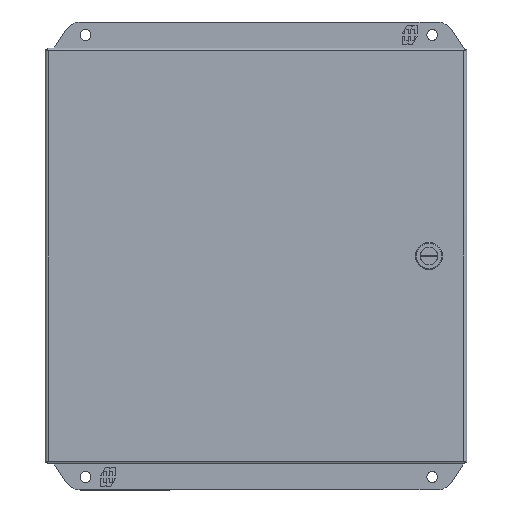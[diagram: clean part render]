
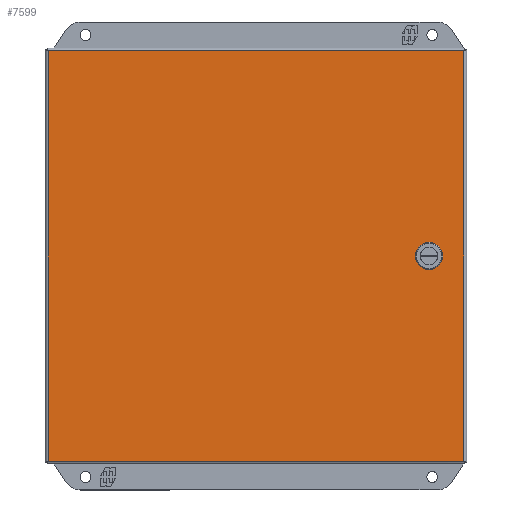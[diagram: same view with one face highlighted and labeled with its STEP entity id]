
A CAD part, front view. The second image highlights one B-rep face of the part: STEP entity #7599.
In plain terms, the highlighted planar face has unit normal (0, -1, 0).
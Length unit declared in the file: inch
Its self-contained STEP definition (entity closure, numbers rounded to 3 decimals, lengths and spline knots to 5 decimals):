
#273 = EDGE_CURVE ( 'NONE', #9014, #13605, #6329, .T. ) ;
#425 = DIRECTION ( 'NONE',  ( -1., 0., 0. ) ) ;
#687 = DIRECTION ( 'NONE',  ( 0., 0., -1. ) ) ;
#957 = PLANE ( 'NONE',  #6894 ) ;
#1388 = CARTESIAN_POINT ( 'NONE',  ( 5.23768, -4.61133, 0.07559 ) ) ;
#1909 = VERTEX_POINT ( 'NONE', #4565 ) ;
#2108 = LINE ( 'NONE', #4134, #12996 ) ;
#2696 = ORIENTED_EDGE ( 'NONE', *, *, #10653, .F. ) ;
#3133 = DIRECTION ( 'NONE',  ( 0., -1., 0. ) ) ;
#3437 = LINE ( 'NONE', #5120, #8321 ) ;
#3816 = VECTOR ( 'NONE', #14203, 39.37008 ) ;
#3980 = CARTESIAN_POINT ( 'NONE',  ( 4.57568, -4.61133, 0.07559 ) ) ;
#4134 = CARTESIAN_POINT ( 'NONE',  ( 4.83109, -4.61133, 0.331 ) ) ;
#4565 = CARTESIAN_POINT ( 'NONE',  ( 4.83109, -4.61133, -0.331 ) ) ;
#4775 = CARTESIAN_POINT ( 'NONE',  ( -6.07332, -4.61133, 5.914 ) ) ;
#4912 = ORIENTED_EDGE ( 'NONE', *, *, #16954, .F. ) ;
#5120 = CARTESIAN_POINT ( 'NONE',  ( 4.98226, -4.61133, -0.331 ) ) ;
#5132 = EDGE_CURVE ( 'NONE', #9241, #9014, #5706, .T. ) ;
#5235 = DIRECTION ( 'NONE',  ( 1., 0., 0. ) ) ;
#5501 = EDGE_LOOP ( 'NONE', ( #6932, #21149, #17556, #20147 ) ) ;
#5706 = LINE ( 'NONE', #11359, #15979 ) ;
#6133 = CARTESIAN_POINT ( 'NONE',  ( 5.91268, -4.61133, -5.914 ) ) ;
#6190 = LINE ( 'NONE', #13538, #21261 ) ;
#6208 = CARTESIAN_POINT ( 'NONE',  ( -6.07332, -4.61133, -5.914 ) ) ;
#6244 = VECTOR ( 'NONE', #22381, 39.37008 ) ;
#6329 = LINE ( 'NONE', #6208, #7930 ) ;
#6894 = AXIS2_PLACEMENT_3D ( 'NONE', #17701, #3133, #21440 ) ;
#6918 = DIRECTION ( 'NONE',  ( 0., 0., 1. ) ) ;
#6932 = ORIENTED_EDGE ( 'NONE', *, *, #20996, .T. ) ;
#7179 = CARTESIAN_POINT ( 'NONE',  ( 4.98226, -4.61133, 0.331 ) ) ;
#7362 = CARTESIAN_POINT ( 'NONE',  ( 5.23768, -4.61133, -0.07559 ) ) ;
#7493 = VERTEX_POINT ( 'NONE', #6133 ) ;
#7599 = ADVANCED_FACE ( 'NONE', ( #19635, #11779 ), #957, .T. ) ;
#7793 = LINE ( 'NONE', #20340, #6244 ) ;
#7874 = CARTESIAN_POINT ( 'NONE',  ( 5.91268, -4.61133, 5.914 ) ) ;
#7930 = VECTOR ( 'NONE', #687, 39.37008 ) ;
#7978 = DIRECTION ( 'NONE',  ( -1., 0., 0. ) ) ;
#8321 = VECTOR ( 'NONE', #5235, 39.37008 ) ;
#8472 = EDGE_LOOP ( 'NONE', ( #4912, #2696, #23349, #11985, #9621, #15999, #15474, #17722 ) ) ;
#9014 = VERTEX_POINT ( 'NONE', #4775 ) ;
#9054 = LINE ( 'NONE', #7362, #15447 ) ;
#9241 = VERTEX_POINT ( 'NONE', #7874 ) ;
#9621 = ORIENTED_EDGE ( 'NONE', *, *, #12206, .F. ) ;
#9690 = VERTEX_POINT ( 'NONE', #3980 ) ;
#9792 = CARTESIAN_POINT ( 'NONE',  ( 4.57568, -4.61133, -0.07559 ) ) ;
#10201 = VERTEX_POINT ( 'NONE', #21415 ) ;
#10284 = DIRECTION ( 'NONE',  ( 0.707, 0., -0.707 ) ) ;
#10313 = CARTESIAN_POINT ( 'NONE',  ( 5.23768, -4.61133, -0.07559 ) ) ;
#10376 = EDGE_CURVE ( 'NONE', #10201, #11531, #22107, .T. ) ;
#10653 = EDGE_CURVE ( 'NONE', #19010, #1909, #6190, .T. ) ;
#10788 = DIRECTION ( 'NONE',  ( -0.707, 0., 0.707 ) ) ;
#10979 = DIRECTION ( 'NONE',  ( 0.707, 0., 0.707 ) ) ;
#11359 = CARTESIAN_POINT ( 'NONE',  ( -6.07332, -4.61133, 5.914 ) ) ;
#11531 = VERTEX_POINT ( 'NONE', #20710 ) ;
#11779 = FACE_OUTER_BOUND ( 'NONE', #5501, .T. ) ;
#11985 = ORIENTED_EDGE ( 'NONE', *, *, #22463, .F. ) ;
#12206 = EDGE_CURVE ( 'NONE', #11531, #14279, #2108, .T. ) ;
#12996 = VECTOR ( 'NONE', #425, 39.37008 ) ;
#13109 = DIRECTION ( 'NONE',  ( 1., 0., 0. ) ) ;
#13427 = EDGE_CURVE ( 'NONE', #17593, #14134, #9054, .T. ) ;
#13538 = CARTESIAN_POINT ( 'NONE',  ( 4.83109, -4.61133, -0.331 ) ) ;
#13605 = VERTEX_POINT ( 'NONE', #16763 ) ;
#14040 = EDGE_CURVE ( 'NONE', #9690, #19010, #7793, .T. ) ;
#14083 = CARTESIAN_POINT ( 'NONE',  ( 5.91268, -4.61133, -5.914 ) ) ;
#14134 = VERTEX_POINT ( 'NONE', #10313 ) ;
#14203 = DIRECTION ( 'NONE',  ( 0., 0., 1. ) ) ;
#14279 = VERTEX_POINT ( 'NONE', #18032 ) ;
#15003 = CARTESIAN_POINT ( 'NONE',  ( 4.57568, -4.61133, 0.07559 ) ) ;
#15447 = VECTOR ( 'NONE', #10979, 39.37008 ) ;
#15474 = ORIENTED_EDGE ( 'NONE', *, *, #22763, .F. ) ;
#15979 = VECTOR ( 'NONE', #7978, 39.37008 ) ;
#15999 = ORIENTED_EDGE ( 'NONE', *, *, #10376, .F. ) ;
#16281 = EDGE_CURVE ( 'NONE', #13605, #7493, #22508, .T. ) ;
#16763 = CARTESIAN_POINT ( 'NONE',  ( -6.07332, -4.61133, -5.914 ) ) ;
#16954 = EDGE_CURVE ( 'NONE', #1909, #17593, #3437, .T. ) ;
#17556 = ORIENTED_EDGE ( 'NONE', *, *, #273, .T. ) ;
#17593 = VERTEX_POINT ( 'NONE', #19718 ) ;
#17701 = CARTESIAN_POINT ( 'NONE',  ( -6.07332, -4.61133, -5.914 ) ) ;
#17722 = ORIENTED_EDGE ( 'NONE', *, *, #13427, .F. ) ;
#17882 = LINE ( 'NONE', #1388, #23850 ) ;
#17933 = LINE ( 'NONE', #14083, #3816 ) ;
#18032 = CARTESIAN_POINT ( 'NONE',  ( 4.83109, -4.61133, 0.331 ) ) ;
#18270 = DIRECTION ( 'NONE',  ( -0.707, 0., -0.707 ) ) ;
#19010 = VERTEX_POINT ( 'NONE', #9792 ) ;
#19103 = VECTOR ( 'NONE', #13109, 39.37008 ) ;
#19635 = FACE_BOUND ( 'NONE', #8472, .T. ) ;
#19718 = CARTESIAN_POINT ( 'NONE',  ( 4.98226, -4.61133, -0.331 ) ) ;
#20147 = ORIENTED_EDGE ( 'NONE', *, *, #16281, .T. ) ;
#20340 = CARTESIAN_POINT ( 'NONE',  ( 4.57568, -4.61133, -0.07559 ) ) ;
#20467 = CARTESIAN_POINT ( 'NONE',  ( -6.07332, -4.61133, -5.914 ) ) ;
#20710 = CARTESIAN_POINT ( 'NONE',  ( 4.98226, -4.61133, 0.331 ) ) ;
#20996 = EDGE_CURVE ( 'NONE', #7493, #9241, #17933, .T. ) ;
#21149 = ORIENTED_EDGE ( 'NONE', *, *, #5132, .T. ) ;
#21261 = VECTOR ( 'NONE', #10284, 39.37008 ) ;
#21415 = CARTESIAN_POINT ( 'NONE',  ( 5.23768, -4.61133, 0.07559 ) ) ;
#21440 = DIRECTION ( 'NONE',  ( 0., 0., -1. ) ) ;
#21882 = LINE ( 'NONE', #15003, #23109 ) ;
#22107 = LINE ( 'NONE', #7179, #22413 ) ;
#22381 = DIRECTION ( 'NONE',  ( 0., 0., -1. ) ) ;
#22413 = VECTOR ( 'NONE', #10788, 39.37008 ) ;
#22463 = EDGE_CURVE ( 'NONE', #14279, #9690, #21882, .T. ) ;
#22508 = LINE ( 'NONE', #20467, #19103 ) ;
#22763 = EDGE_CURVE ( 'NONE', #14134, #10201, #17882, .T. ) ;
#23109 = VECTOR ( 'NONE', #18270, 39.37008 ) ;
#23349 = ORIENTED_EDGE ( 'NONE', *, *, #14040, .F. ) ;
#23850 = VECTOR ( 'NONE', #6918, 39.37008 ) ;
